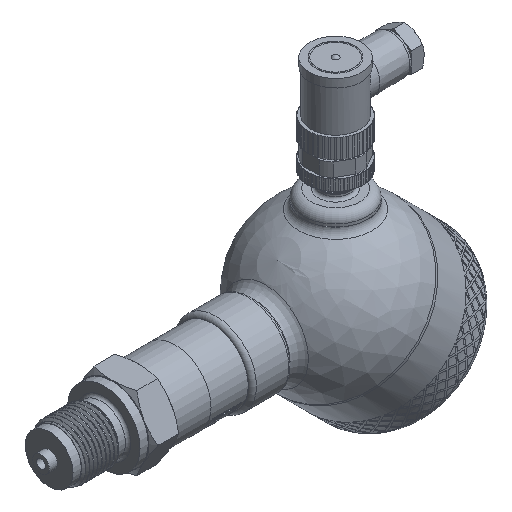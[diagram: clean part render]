
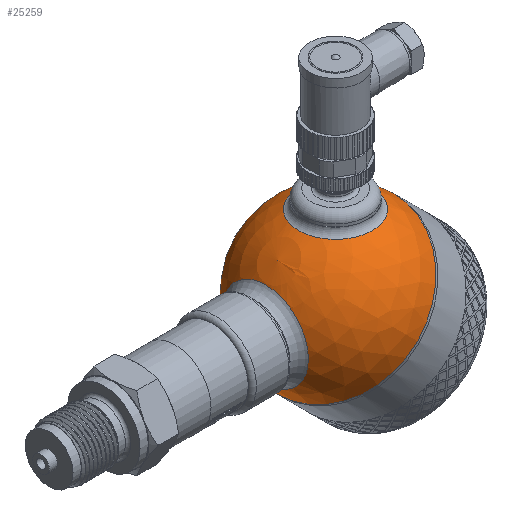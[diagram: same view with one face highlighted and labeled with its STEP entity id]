
A CAD part, isometric view. The second image highlights one B-rep face of the part: STEP entity #25259.
In plain terms, the highlighted spherical face has radius 30 mm.
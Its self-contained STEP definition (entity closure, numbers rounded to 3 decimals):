
#36=SPHERICAL_SURFACE('',#26784,30.);
#112=FACE_BOUND('',#3423,.T.);
#113=FACE_BOUND('',#3424,.T.);
#1778=FACE_OUTER_BOUND('',#3422,.T.);
#3422=EDGE_LOOP('',(#18206,#18207,#18208,#18209));
#3423=EDGE_LOOP('',(#18210));
#3424=EDGE_LOOP('',(#18211));
#4914=CIRCLE('',#26707,30.);
#4915=CIRCLE('',#26708,30.);
#4942=CIRCLE('',#26780,13.5);
#4945=CIRCLE('',#26785,30.);
#4946=CIRCLE('',#26786,15.643);
#9651=VERTEX_POINT('',#34808);
#9652=VERTEX_POINT('',#34810);
#10179=VERTEX_POINT('',#41574);
#10181=VERTEX_POINT('',#41581);
#10182=VERTEX_POINT('',#41583);
#12383=EDGE_CURVE('',#9651,#9652,#4914,.T.);
#12384=EDGE_CURVE('',#9652,#9651,#4915,.T.);
#13177=EDGE_CURVE('',#10179,#10179,#4942,.T.);
#13180=EDGE_CURVE('',#9652,#10181,#4945,.T.);
#13181=EDGE_CURVE('',#10182,#10182,#4946,.T.);
#18206=ORIENTED_EDGE('',*,*,#12384,.F.);
#18207=ORIENTED_EDGE('',*,*,#13180,.T.);
#18208=ORIENTED_EDGE('',*,*,#13180,.F.);
#18209=ORIENTED_EDGE('',*,*,#12383,.F.);
#18210=ORIENTED_EDGE('',*,*,#13181,.F.);
#18211=ORIENTED_EDGE('',*,*,#13177,.F.);
#25259=ADVANCED_FACE('',(#1778,#112,#113),#36,.T.);
#26707=AXIS2_PLACEMENT_3D('',#34811,#28384,#28385);
#26708=AXIS2_PLACEMENT_3D('',#34812,#28386,#28387);
#26780=AXIS2_PLACEMENT_3D('',#41575,#28808,#28809);
#26784=AXIS2_PLACEMENT_3D('',#41580,#28816,#28817);
#26785=AXIS2_PLACEMENT_3D('',#41582,#28818,#28819);
#26786=AXIS2_PLACEMENT_3D('',#41584,#28820,#28821);
#28384=DIRECTION('center_axis',(1.,0.,0.));
#28385=DIRECTION('ref_axis',(0.,1.,0.));
#28386=DIRECTION('center_axis',(1.,0.,0.));
#28387=DIRECTION('ref_axis',(0.,1.,0.));
#28808=DIRECTION('center_axis',(-0.707,0.,-0.707));
#28809=DIRECTION('ref_axis',(-0.707,0.,0.707));
#28816=DIRECTION('center_axis',(1.,0.,0.));
#28817=DIRECTION('ref_axis',(0.,-1.,0.));
#28818=DIRECTION('center_axis',(0.,0.,1.));
#28819=DIRECTION('ref_axis',(0.,1.,0.));
#28820=DIRECTION('center_axis',(-0.707,0.,0.707));
#28821=DIRECTION('ref_axis',(0.707,0.,0.707));
#34808=CARTESIAN_POINT('',(0.,-30.,0.));
#34810=CARTESIAN_POINT('',(0.,30.,0.));
#34811=CARTESIAN_POINT('Origin',(0.,0.,0.));
#34812=CARTESIAN_POINT('Origin',(0.,0.,0.));
#41574=CARTESIAN_POINT('',(-9.398,0.,-28.49));
#41575=CARTESIAN_POINT('Origin',(-18.944,0.,-18.944));
#41580=CARTESIAN_POINT('Origin',(0.,0.,0.));
#41581=CARTESIAN_POINT('',(-30.,0.,0.));
#41582=CARTESIAN_POINT('Origin',(0.,0.,0.));
#41583=CARTESIAN_POINT('',(-29.162,0.,7.04));
#41584=CARTESIAN_POINT('Origin',(-18.101,0.,18.101));
